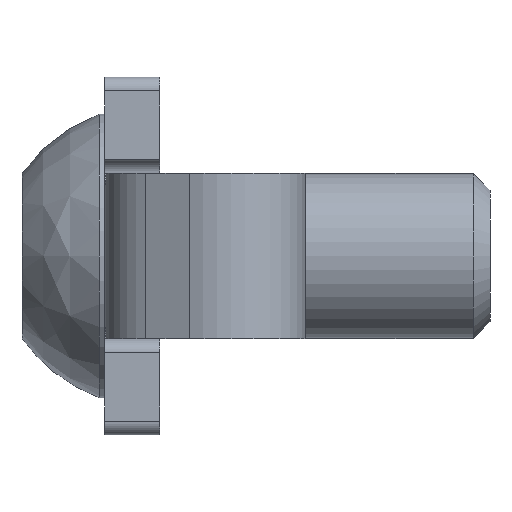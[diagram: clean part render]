
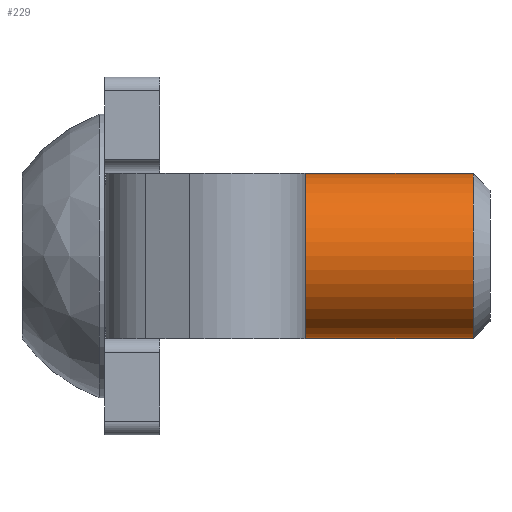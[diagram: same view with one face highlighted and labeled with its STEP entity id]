
A CAD part, left-side view. The second image highlights one B-rep face of the part: STEP entity #229.
In plain terms, the highlighted cylindrical face has radius 3 mm (diameter 6 mm), a full revolution.
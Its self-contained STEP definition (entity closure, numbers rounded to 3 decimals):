
#229 = ADVANCED_FACE( '', ( #465, #466 ), #467, .T. );
#465 = FACE_OUTER_BOUND( '', #700, .T. );
#466 = FACE_OUTER_BOUND( '', #701, .T. );
#467 = CYLINDRICAL_SURFACE( '', #702, 3. );
#700 = EDGE_LOOP( '', ( #1384 ) );
#701 = EDGE_LOOP( '', ( #1385 ) );
#702 = AXIS2_PLACEMENT_3D( '', #1386, #1387, #1388 );
#1384 = ORIENTED_EDGE( '', *, *, #1645, .F. );
#1385 = ORIENTED_EDGE( '', *, *, #1615, .T. );
#1386 = CARTESIAN_POINT( '', ( 0., -14., 0. ) );
#1387 = DIRECTION( '', ( 0., 1., 0. ) );
#1388 = DIRECTION( '', ( 0., 0., -1. ) );
#1615 = EDGE_CURVE( '', #1999, #1999, #2000, .T. );
#1645 = EDGE_CURVE( '', #2040, #2040, #2041, .T. );
#1999 = VERTEX_POINT( '', #2518 );
#2000 = CIRCLE( '', #2519, 3. );
#2040 = VERTEX_POINT( '', #2570 );
#2041 = CIRCLE( '', #2571, 3. );
#2518 = CARTESIAN_POINT( '', ( 0., 0., -3. ) );
#2519 = AXIS2_PLACEMENT_3D( '', #2882, #2883, #2884 );
#2570 = CARTESIAN_POINT( '', ( 0., -13.387, -3. ) );
#2571 = AXIS2_PLACEMENT_3D( '', #2920, #2921, #2922 );
#2882 = CARTESIAN_POINT( '', ( 0., 0., 0. ) );
#2883 = DIRECTION( '', ( 0., -1., 0. ) );
#2884 = DIRECTION( '', ( 0., 0., -1. ) );
#2920 = CARTESIAN_POINT( '', ( 0., -13.387, 0. ) );
#2921 = DIRECTION( '', ( 0., -1., 0. ) );
#2922 = DIRECTION( '', ( 0., 0., -1. ) );
